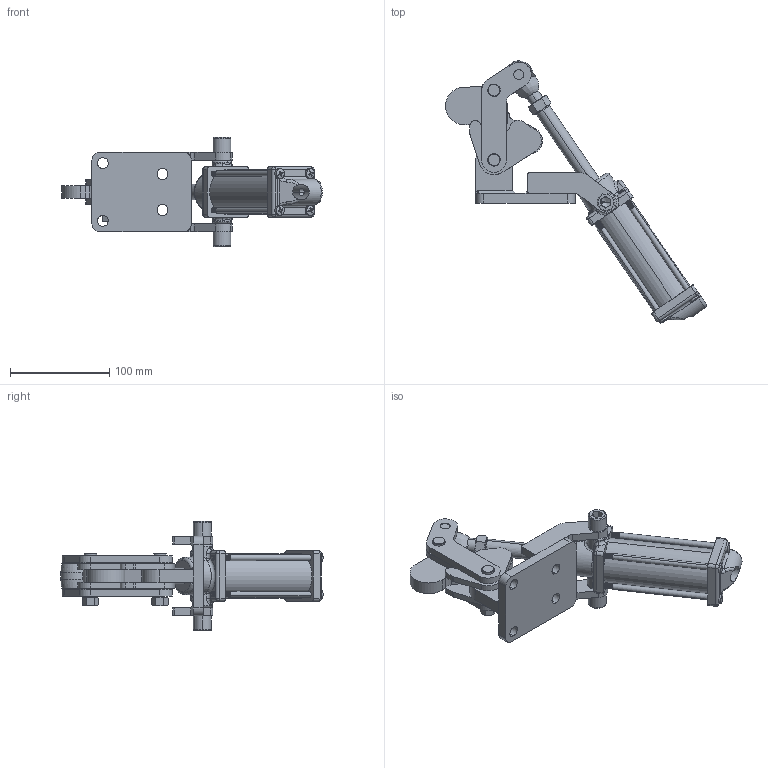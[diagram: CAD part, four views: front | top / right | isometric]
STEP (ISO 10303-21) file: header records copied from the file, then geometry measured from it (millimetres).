
FILE_DESCRIPTION (( 'STEP AP214' ), '1' );
FILE_NAME ('GH-702-DA(Â²¤Æ).STEP', '2020-07-22T08:47:19', ( 'LinWei' ), ( '' ), 'SwSTEP 2.0', 'SolidWorks 2016', '' );
FILE_SCHEMA (( 'AUTOMOTIVE_DESIGN' ));
Length unit declared in the file: millimetre
Products named in the file (8): 3700208-1^GH-702-DA(簡化); 702DA氣壓缸-1^GH-702-DA(簡化); 702D-PISTON-1^GH-702-DA(簡化); Group7^GH-702-DA(簡化); Group6^GH-702-DA(簡化); Group5^GH-702-DA(簡化); Group3^GH-702-DA(簡化); GH-702-DA(簡化)
Assembly tree (7 placements, depth 2):
  GH-702-DA(簡化)
    Group3^GH-702-DA(簡化)
    Group5^GH-702-DA(簡化)
    Group6^GH-702-DA(簡化)
    Group7^GH-702-DA(簡化)
    702D-PISTON-1^GH-702-DA(簡化)
    702DA氣壓缸-1^GH-702-DA(簡化)
    3700208-1^GH-702-DA(簡化)
Bounding box: 262.46 x 263.77 x 110 mm (x, y, z)
Volume: 589517.3 mm3; surface area: 153269.5 mm2
Topology: 7 solids, 9 shells, 861 faces, 2028 edges, 1200 vertices
Faces by surface type: cone 307, plane 273, cylinder 214, torus 23, bspline 22, sphere 22
Entity records: 31050 total; most frequent: CARTESIAN_POINT 7720, DIRECTION 4419, ORIENTED_EDGE 4012, EDGE_CURVE 2006, AXIS2_PLACEMENT_3D 1768, VERTEX_POINT 1200, EDGE_LOOP 940, CIRCLE 919
